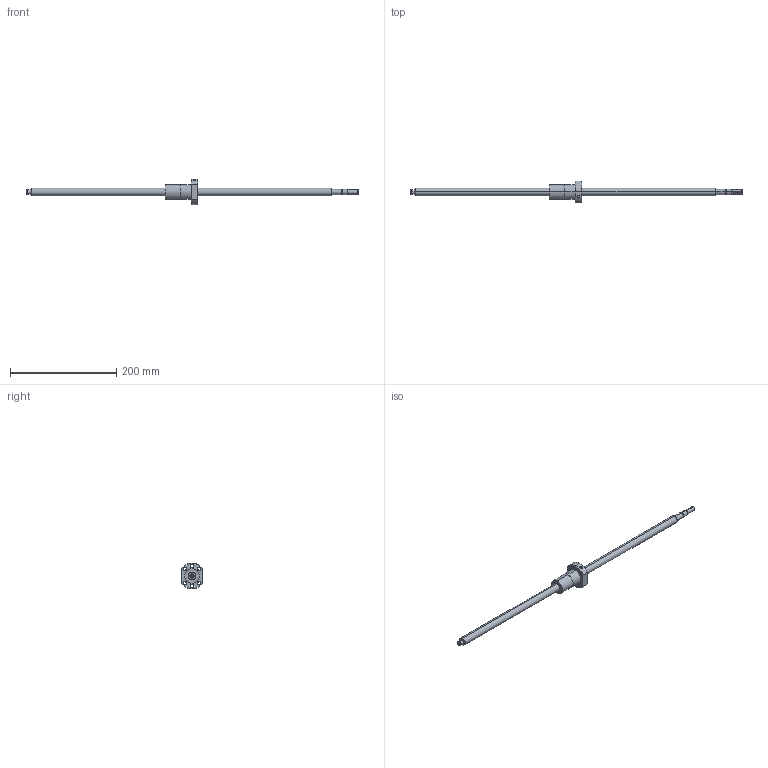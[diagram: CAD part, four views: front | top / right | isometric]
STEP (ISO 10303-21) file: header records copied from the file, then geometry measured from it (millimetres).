
FILE_DESCRIPTION(('STEP AP214'),'1');
FILE_NAME('cctmp_1EAB554F-D9F3-4C3A-B0E7-C6D1486E5D81_2021_12_05_11_15_28_0155..stp','2021-12-05T10:15:28',('HIWIN GmbH'),('CADClick - www.CADClick.com'),'Spatial InterOp 3D',' ','unknown authorization');
FILE_SCHEMA(('AUTOMOTIVE_DESIGN'));
Length unit declared in the file: millimetre
Products named in the file (3): cc_unnamed; 4R16-16K3-FSCDIN-565-625-0,052+E1_E10-10+E2_S2-10+MR_E2_FILE_1; 4R16-16K3-FSCDIN-565-625-0,052+E1_E10-10+E2_S2-10+MR_E2_FILE
Assembly tree (2 placements, depth 2):
  cc_unnamed
    4R16-16K3-FSCDIN-565-625-0,052+E1_E10-10+E2_S2-10+MR_E2_FILE_1
    4R16-16K3-FSCDIN-565-625-0,052+E1_E10-10+E2_S2-10+MR_E2_FILE
Bounding box: 625 x 40 x 48 mm (x, y, z)
Volume: 133833.4 mm3; surface area: 40427.9 mm2
Topology: 2 solids, 2 shells, 177 faces, 431 edges, 268 vertices
Faces by surface type: plane 79, cone 54, cylinder 42, torus 2
Entity records: 6780 total; most frequent: CARTESIAN_POINT 1048, DIRECTION 906, ORIENTED_EDGE 858, EDGE_CURVE 429, AXIS2_PLACEMENT_3D 312, LINE 282, VECTOR 282, VERTEX_POINT 268
